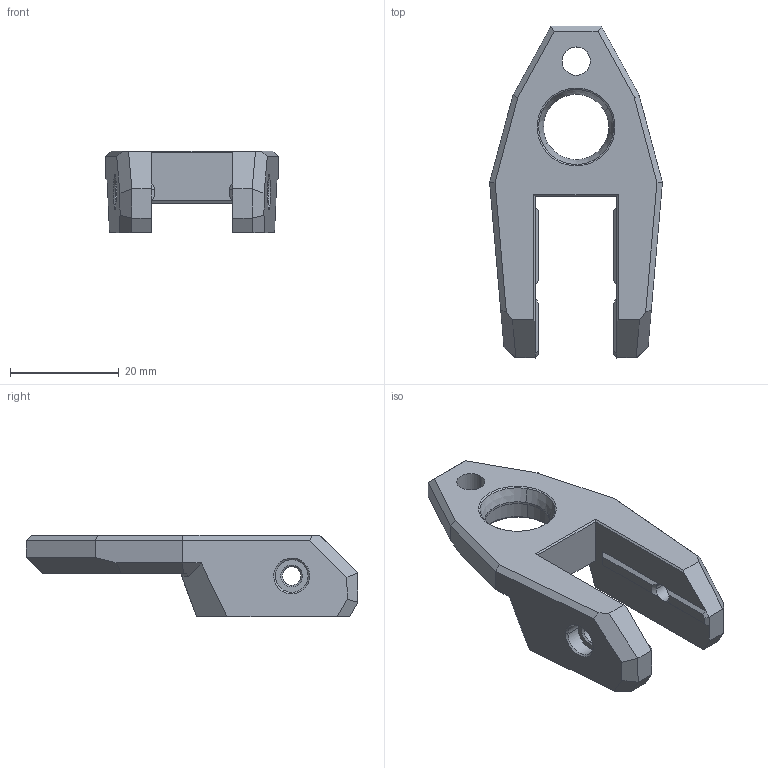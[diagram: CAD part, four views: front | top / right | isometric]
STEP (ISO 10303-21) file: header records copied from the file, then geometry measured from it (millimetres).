
FILE_DESCRIPTION (( 'STEP AP214' ), '1' );
FILE_NAME ('Z_Rer_new.STEP', '2025-03-30T13:33:06', ( '' ), ( '' ), 'SwSTEP 2.0', 'SolidWorks 2020', '' );
FILE_SCHEMA (( 'AUTOMOTIVE_DESIGN' ));
Length unit declared in the file: millimetre
Products named in the file (1): Z_Rer_new
Bounding box: 31.76 x 60.97 x 15 mm (x, y, z)
Volume: 9227.4 mm3; surface area: 5019.8 mm2
Topology: 1 solids, 1 shells, 128 faces, 328 edges, 207 vertices
Faces by surface type: plane 80, cylinder 20, cone 20, bspline 8
Entity records: 4804 total; most frequent: CARTESIAN_POINT 1685, ORIENTED_EDGE 656, DIRECTION 611, EDGE_CURVE 328, VECTOR 215, LINE 215, VERTEX_POINT 207, AXIS2_PLACEMENT_3D 198
